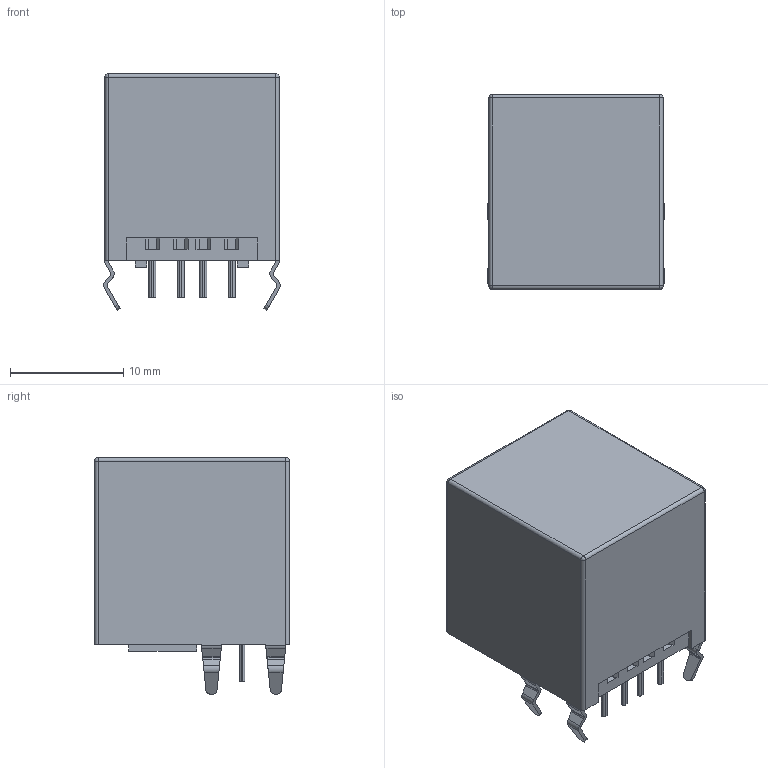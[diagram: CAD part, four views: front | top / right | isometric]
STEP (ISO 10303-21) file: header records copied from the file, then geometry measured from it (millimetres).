
FILE_DESCRIPTION (( 'STEP AP214' ), '1' );
FILE_NAME ('USB-269-BRW.STEP', '2022-03-16T18:28:35', ( '' ), ( '' ), 'SwSTEP 2.0', 'SolidWorks 2017', '' );
FILE_SCHEMA (( 'AUTOMOTIVE_DESIGN' ));
Length unit declared in the file: millimetre
Products named in the file (4): COMPOUND_2; USB-A-TH_USB-269-BRW; USB-269-BRW; U1_1
Assembly tree (3 placements, depth 4):
  USB-269-BRW
    U1_1
      USB-A-TH_USB-269-BRW
        COMPOUND_2
Bounding box: 15.6 x 17.2 x 20.9 mm (x, y, z)
Volume: 1663.7 mm3; surface area: 5536.7 mm2
Topology: 12 solids, 12 shells, 633 faces, 1746 edges, 1154 vertices
Faces by surface type: plane 437, cylinder 178, bspline 18
Entity records: 27818 total; most frequent: CARTESIAN_POINT 4785, ORIENTED_EDGE 3484, DIRECTION 3048, EDGE_CURVE 1742, VECTOR 1354, LINE 1354, VERTEX_POINT 1154, AXIS2_PLACEMENT_3D 847
